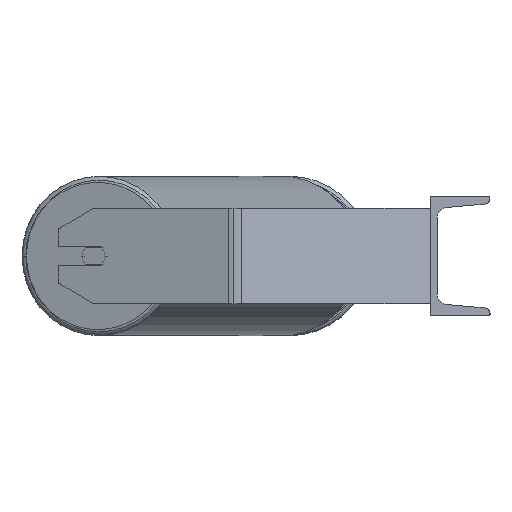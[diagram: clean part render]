
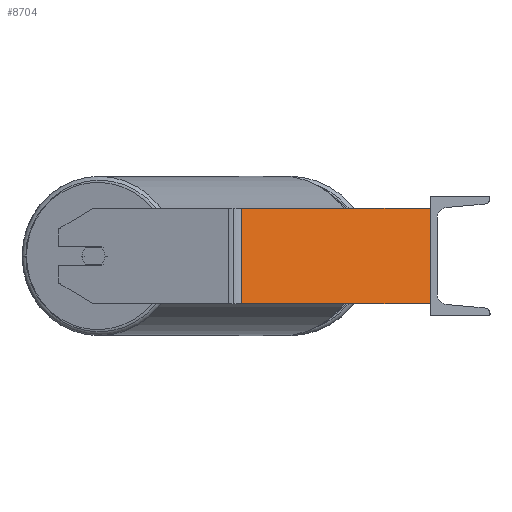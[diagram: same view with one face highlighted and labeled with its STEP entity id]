
A CAD part, left-side view. The second image highlights one B-rep face of the part: STEP entity #8704.
In plain terms, the highlighted planar face has unit normal (-0.906, -0.423, 0).
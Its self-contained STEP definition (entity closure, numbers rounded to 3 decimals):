
#134 = VECTOR ( 'NONE', #5180, 1000. ) ;
#718 = CARTESIAN_POINT ( 'NONE',  ( -960.78, 162.512, 40. ) ) ;
#835 = VECTOR ( 'NONE', #7129, 1000. ) ;
#1114 = ORIENTED_EDGE ( 'NONE', *, *, #8158, .T. ) ;
#1147 = LINE ( 'NONE', #3228, #1855 ) ;
#1794 = DIRECTION ( 'NONE',  ( 0., 0., -1. ) ) ;
#1855 = VECTOR ( 'NONE', #7408, 1000. ) ;
#1913 = CARTESIAN_POINT ( 'NONE',  ( -885., 0., 40. ) ) ;
#2091 = FACE_OUTER_BOUND ( 'NONE', #2945, .T. ) ;
#2306 = VERTEX_POINT ( 'NONE', #5204 ) ;
#2451 = CARTESIAN_POINT ( 'NONE',  ( -958.319, 157.234, 40. ) ) ;
#2514 = ORIENTED_EDGE ( 'NONE', *, *, #6982, .T. ) ;
#2558 = ORIENTED_EDGE ( 'NONE', *, *, #5458, .F. ) ;
#2945 = EDGE_LOOP ( 'NONE', ( #1114, #2558, #4670, #2514 ) ) ;
#3228 = CARTESIAN_POINT ( 'NONE',  ( -885., 0., 40. ) ) ;
#3382 = DIRECTION ( 'NONE',  ( -0.423, 0.906, 0. ) ) ;
#3528 = AXIS2_PLACEMENT_3D ( 'NONE', #7057, #8345, #3382 ) ;
#4417 = LINE ( 'NONE', #718, #835 ) ;
#4445 = LINE ( 'NONE', #7927, #134 ) ;
#4670 = ORIENTED_EDGE ( 'NONE', *, *, #6022, .F. ) ;
#5180 = DIRECTION ( 'NONE',  ( 0.423, -0.906, 0. ) ) ;
#5204 = CARTESIAN_POINT ( 'NONE',  ( -885., 0., -40. ) ) ;
#5285 = VERTEX_POINT ( 'NONE', #1913 ) ;
#5355 = VERTEX_POINT ( 'NONE', #8635 ) ;
#5458 = EDGE_CURVE ( 'NONE', #5285, #2306, #1147, .T. ) ;
#6022 = EDGE_CURVE ( 'NONE', #5355, #5285, #4417, .T. ) ;
#6112 = VECTOR ( 'NONE', #1794, 1000. ) ;
#6423 = CARTESIAN_POINT ( 'NONE',  ( -958.319, 157.234, -40. ) ) ;
#6982 = EDGE_CURVE ( 'NONE', #5355, #7383, #8145, .T. ) ;
#7012 = PLANE ( 'NONE',  #3528 ) ;
#7057 = CARTESIAN_POINT ( 'NONE',  ( -960.78, 162.512, 40. ) ) ;
#7129 = DIRECTION ( 'NONE',  ( 0.423, -0.906, 0. ) ) ;
#7383 = VERTEX_POINT ( 'NONE', #6423 ) ;
#7408 = DIRECTION ( 'NONE',  ( 0., 0., -1. ) ) ;
#7927 = CARTESIAN_POINT ( 'NONE',  ( -960.78, 162.512, -40. ) ) ;
#8145 = LINE ( 'NONE', #2451, #6112 ) ;
#8158 = EDGE_CURVE ( 'NONE', #7383, #2306, #4445, .T. ) ;
#8345 = DIRECTION ( 'NONE',  ( 0.906, 0.423, 0. ) ) ;
#8635 = CARTESIAN_POINT ( 'NONE',  ( -958.319, 157.234, 40. ) ) ;
#8704 = ADVANCED_FACE ( 'NONE', ( #2091 ), #7012, .F. ) ;
